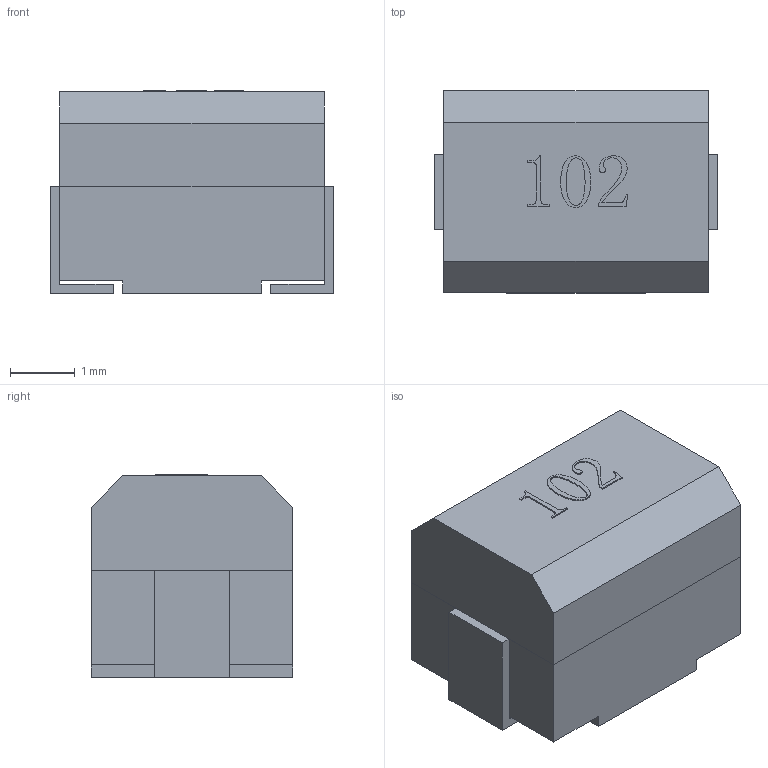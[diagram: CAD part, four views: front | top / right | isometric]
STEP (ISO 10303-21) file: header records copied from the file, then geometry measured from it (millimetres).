
FILE_DESCRIPTION(('FreeCAD Model'),'2;1');
FILE_NAME('Open CASCADE Shape Model','2025-04-29T09:47:14',('FreeCAD'),( 'FreeCAD'),'Open CASCADE STEP processor 7.6','FreeCAD','Unknown');
FILE_SCHEMA(('AUTOMOTIVE_DESIGN { 1 0 10303 214 1 1 1 1 }'));
Length unit declared in the file: millimetre
Products named in the file (1): Open CASCADE STEP translator 7.6 1
Bounding box: 4.37 x 3.11 x 3.13 mm (x, y, z)
Surface area: 137 mm2 (no closed solid volume)
Topology: 0 solids, 3 shells, 129 faces, 327 edges, 210 vertices
Faces by surface type: bspline 129
Entity records: 11024 total; most frequent: CARTESIAN_POINT 9022, ORIENTED_EDGE 652, EDGE_CURVE 327, B_SPLINE_CURVE_WITH_KNOTS 279, VERTEX_POINT 210, FACE_BOUND 136, EDGE_LOOP 136, ADVANCED_FACE 129
